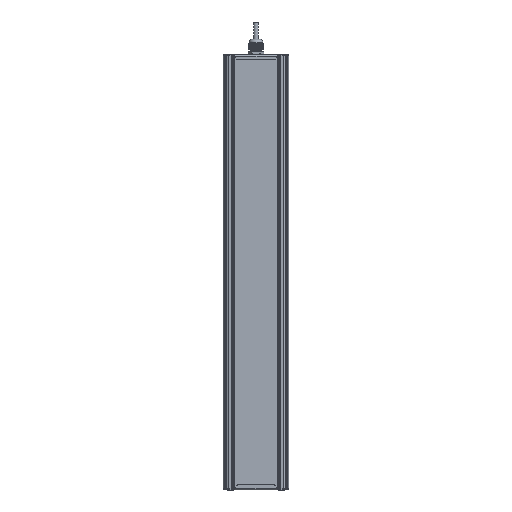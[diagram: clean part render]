
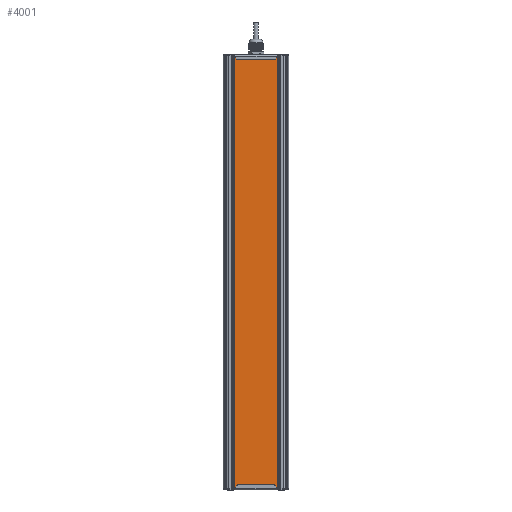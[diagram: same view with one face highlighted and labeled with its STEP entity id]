
A CAD part, front view. The second image highlights one B-rep face of the part: STEP entity #4001.
In plain terms, the highlighted face is planar.
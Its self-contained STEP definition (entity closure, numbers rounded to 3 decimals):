
#4001=ADVANCED_FACE('',(#13202),#13204,.T.);
#13202=FACE_BOUND('',#13203,.T.);
#13203=EDGE_LOOP('',(#42411,#42412,#42413,#42414));
#13204=PLANE('',#13205);
#13205=AXIS2_PLACEMENT_3D('',#13206,#13207,#13208);
#13206=CARTESIAN_POINT('',(120.465,593.492,117.308));
#13207=DIRECTION('',(0.,0.,-1.));
#13208=DIRECTION('',(0.,1.,0.));
#42411=ORIENTED_EDGE('',*,*,#50471,.T.);
#42412=ORIENTED_EDGE('',*,*,#50473,.F.);
#42413=ORIENTED_EDGE('',*,*,#50474,.F.);
#42414=ORIENTED_EDGE('',*,*,#50475,.T.);
#50471=EDGE_CURVE('',#56836,#56834,#56837,.T.);
#50473=EDGE_CURVE('',#56839,#56834,#56840,.T.);
#50474=EDGE_CURVE('',#56841,#56839,#56842,.T.);
#50475=EDGE_CURVE('',#56841,#56836,#56843,.T.);
#56834=VERTEX_POINT('',#76884);
#56836=VERTEX_POINT('',#76888);
#56837=LINE('',#76889,#76890);
#56839=VERTEX_POINT('',#76895);
#56840=LINE('',#76896,#76897);
#56841=VERTEX_POINT('',#76899);
#56842=LINE('',#76900,#76901);
#56843=LINE('',#76903,#76904);
#76884=CARTESIAN_POINT('',(641.465,679.838,117.308));
#76888=CARTESIAN_POINT('',(-104.535,679.838,117.308));
#76889=CARTESIAN_POINT('',(-104.535,679.838,117.308));
#76890=VECTOR('',#76891,1.);
#76891=DIRECTION('',(1.,0.,0.));
#76895=CARTESIAN_POINT('',(641.465,593.492,117.308));
#76896=CARTESIAN_POINT('',(641.465,593.492,117.308));
#76897=VECTOR('',#76898,1.);
#76898=DIRECTION('',(0.,1.,0.));
#76899=CARTESIAN_POINT('',(-104.535,593.492,117.308));
#76900=CARTESIAN_POINT('',(-104.535,593.492,117.308));
#76901=VECTOR('',#76902,1.);
#76902=DIRECTION('',(1.,0.,0.));
#76903=CARTESIAN_POINT('',(-104.535,593.492,117.308));
#76904=VECTOR('',#76905,1.);
#76905=DIRECTION('',(0.,1.,0.));
